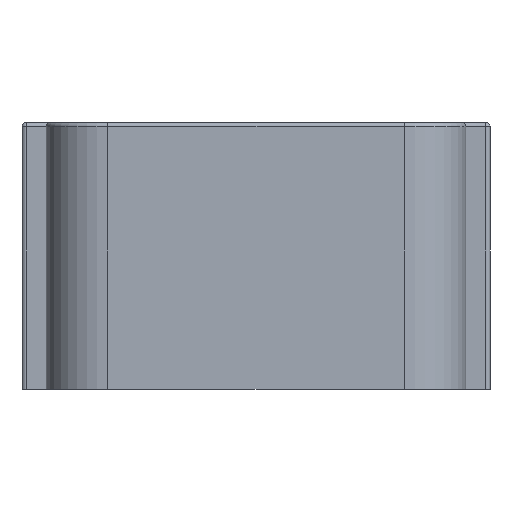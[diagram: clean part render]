
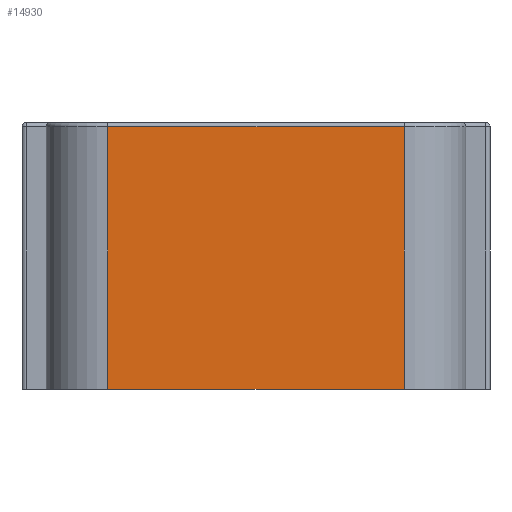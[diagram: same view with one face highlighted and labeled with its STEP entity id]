
A CAD part, front view. The second image highlights one B-rep face of the part: STEP entity #14930.
In plain terms, the highlighted planar face has unit normal (0, -1, 0).
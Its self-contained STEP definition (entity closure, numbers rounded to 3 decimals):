
#7440=CARTESIAN_POINT('',(-9.175,-6.25,-0.25));
#7450=VERTEX_POINT('',#7440);
#7660=CARTESIAN_POINT('',(-9.175,-6.25,-0.25));
#7670=DIRECTION('',(0.,0.,-1.));
#7680=VECTOR('',#7670,1.);
#7690=LINE('',#7660,#7680);
#7700=CARTESIAN_POINT('',(-9.175,-6.25,-16.5));
#7710=VERTEX_POINT('',#7700);
#7720=EDGE_CURVE('',#7450,#7710,#7690,.T.);
#8170=CARTESIAN_POINT('',(0.,-6.25,-16.5))
;
#8180=DIRECTION('',(1.,0.,0.));
#8190=VECTOR('',#8180,1.);
#8200=LINE('',#8170,#8190);
#8210=CARTESIAN_POINT('',(9.175,-6.25,-16.5));
#8220=VERTEX_POINT('',#8210);
#8230=EDGE_CURVE('',#7710,#8220,#8200,.T.);
#14700=CARTESIAN_POINT('',(-9.225,-6.25,-0.2));
#14710=DIRECTION('',(0.,-1.,0.));
#14720=DIRECTION('',(1.,0.,0.));
#14730=AXIS2_PLACEMENT_3D('',#14700,#14710,#14720);
#14740=PLANE('',#14730);
#14750=CARTESIAN_POINT('',(9.175,-6.25,-0.25));
#14760=DIRECTION('',(-1.,0.,0.));
#14770=VECTOR('',#14760,1.);
#14780=LINE('',#14750,#14770);
#14790=CARTESIAN_POINT('',(9.175,-6.25,-0.25));
#14800=VERTEX_POINT('',#14790);
#14810=EDGE_CURVE('',#14800,#7450,#14780,.T.);
#14820=ORIENTED_EDGE('',*,*,#14810,.T.);
#14830=CARTESIAN_POINT('',(9.175,-6.25,-0.25));
#14840=DIRECTION('',(0.,0.,-1.));
#14850=VECTOR('',#14840,1.);
#14860=LINE('',#14830,#14850);
#14870=EDGE_CURVE('',#14800,#8220,#14860,.T.);
#14880=ORIENTED_EDGE('',*,*,#14870,.F.);
#14890=ORIENTED_EDGE('',*,*,#8230,.T.);
#14900=ORIENTED_EDGE('',*,*,#7720,.T.);
#14910=EDGE_LOOP('',(#14900,#14890,#14880,#14820));
#14920=FACE_OUTER_BOUND('',#14910,.T.);
#14930=ADVANCED_FACE('',(#14920),#14740,.T.);
